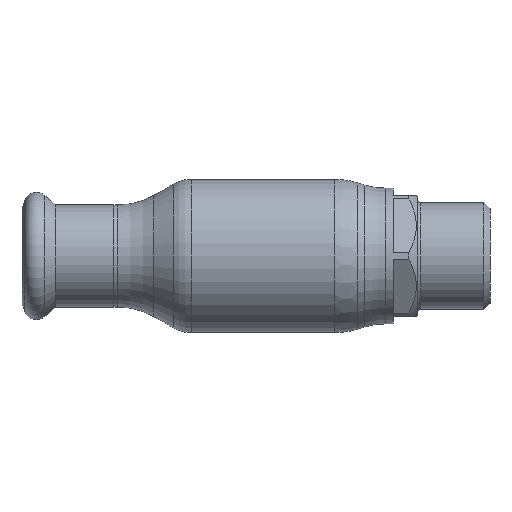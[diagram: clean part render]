
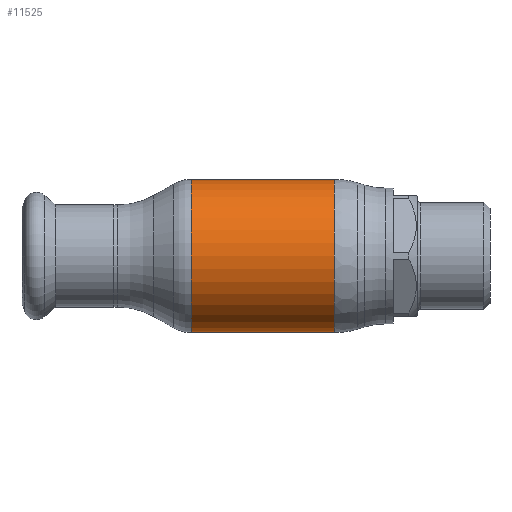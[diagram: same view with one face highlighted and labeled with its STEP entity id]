
A CAD part, front view. The second image highlights one B-rep face of the part: STEP entity #11525.
In plain terms, the highlighted cylindrical face has radius 19 mm (diameter 38 mm), a partial arc.
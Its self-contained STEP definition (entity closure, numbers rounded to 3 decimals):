
#1516 = CARTESIAN_POINT ( 'NONE',  ( 17.411, 0., -19. ) ) ;
#3582 = DIRECTION ( 'NONE',  ( -1., 0., 0. ) ) ;
#3725 = CARTESIAN_POINT ( 'NONE',  ( -18.088, 0., 0. ) ) ;
#4264 = VECTOR ( 'NONE', #30039, 1000. ) ;
#4353 = AXIS2_PLACEMENT_3D ( 'NONE', #3725, #12900, #39096 ) ;
#8030 = CIRCLE ( 'NONE', #4353, 19. ) ;
#9336 = CARTESIAN_POINT ( 'NONE',  ( -18.088, 0., 19. ) ) ;
#11525 = ADVANCED_FACE ( 'NONE', ( #32198 ), #40850, .T. ) ;
#12191 = CARTESIAN_POINT ( 'NONE',  ( 17.411, 0., 0. ) ) ;
#12900 = DIRECTION ( 'NONE',  ( -1., 0., 0. ) ) ;
#13561 = AXIS2_PLACEMENT_3D ( 'NONE', #20078, #55146, #15451 ) ;
#15451 = DIRECTION ( 'NONE',  ( 0., 0., 1. ) ) ;
#18281 = CARTESIAN_POINT ( 'NONE',  ( -18.088, 0., -19. ) ) ;
#19642 = VERTEX_POINT ( 'NONE', #1516 ) ;
#20078 = CARTESIAN_POINT ( 'NONE',  ( -62.69, 0., 0. ) ) ;
#21457 = ORIENTED_EDGE ( 'NONE', *, *, #31829, .T. ) ;
#25270 = CIRCLE ( 'NONE', #39957, 19. ) ;
#29052 = ORIENTED_EDGE ( 'NONE', *, *, #48305, .F. ) ;
#29322 = DIRECTION ( 'NONE',  ( -1., 0., 0. ) ) ;
#30039 = DIRECTION ( 'NONE',  ( -1., 0., 0. ) ) ;
#31829 = EDGE_CURVE ( 'NONE', #41293, #39261, #38393, .T. ) ;
#32198 = FACE_OUTER_BOUND ( 'NONE', #32925, .T. ) ;
#32925 = EDGE_LOOP ( 'NONE', ( #29052, #35804, #21457, #49366 ) ) ;
#33897 = CARTESIAN_POINT ( 'NONE',  ( -62.69, 0., -19. ) ) ;
#34365 = CARTESIAN_POINT ( 'NONE',  ( -62.69, 0., 19. ) ) ;
#35804 = ORIENTED_EDGE ( 'NONE', *, *, #56480, .T. ) ;
#37509 = DIRECTION ( 'NONE',  ( 0., 0., 1. ) ) ;
#37781 = CARTESIAN_POINT ( 'NONE',  ( 17.411, 0., 19. ) ) ;
#38240 = LINE ( 'NONE', #33897, #50538 ) ;
#38393 = LINE ( 'NONE', #34365, #4264 ) ;
#39096 = DIRECTION ( 'NONE',  ( 0., 0., 1. ) ) ;
#39261 = VERTEX_POINT ( 'NONE', #9336 ) ;
#39957 = AXIS2_PLACEMENT_3D ( 'NONE', #12191, #3582, #37509 ) ;
#40850 = CYLINDRICAL_SURFACE ( 'NONE', #13561, 19. ) ;
#41293 = VERTEX_POINT ( 'NONE', #37781 ) ;
#43810 = EDGE_CURVE ( 'NONE', #55526, #39261, #8030, .T. ) ;
#48305 = EDGE_CURVE ( 'NONE', #19642, #55526, #38240, .T. ) ;
#49366 = ORIENTED_EDGE ( 'NONE', *, *, #43810, .F. ) ;
#50538 = VECTOR ( 'NONE', #29322, 1000. ) ;
#55146 = DIRECTION ( 'NONE',  ( -1., 0., 0. ) ) ;
#55526 = VERTEX_POINT ( 'NONE', #18281 ) ;
#56480 = EDGE_CURVE ( 'NONE', #19642, #41293, #25270, .T. ) ;
